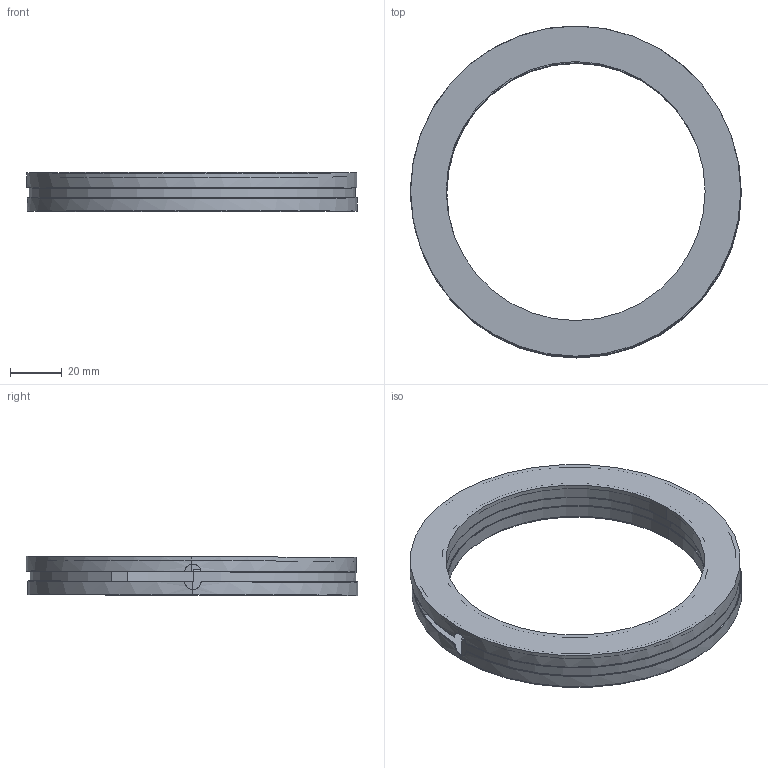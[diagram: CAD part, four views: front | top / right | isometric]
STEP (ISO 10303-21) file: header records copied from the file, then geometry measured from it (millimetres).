
FILE_DESCRIPTION(('STEP AP214'),'1');
FILE_NAME('rogowski-formandcase1.stp','2015-03-24T19:20:42',('Simon Woodruff'),('Woodruff Scientific Inc'),'Spatial InterOp 3D',' ',' ');
FILE_SCHEMA(('automotive_design'));
Length unit declared in the file: inch
Products named in the file (3): Part_4197; Part_4870; Translate_5568
Bounding box: 128.33 x 128.76 x 15.24 mm (x, y, z)
Volume: 41764.8 mm3; surface area: 50442.1 mm2
Topology: 3 solids, 3 shells, 78 faces, 190 edges, 124 vertices
Faces by surface type: cylinder 44, plane 22, cone 12
Entity records: 3232 total; most frequent: CARTESIAN_POINT 643, DIRECTION 424, ORIENTED_EDGE 380, EDGE_CURVE 190, AXIS2_PLACEMENT_3D 173, VERTEX_POINT 124, CIRCLE 92, EDGE_LOOP 88
